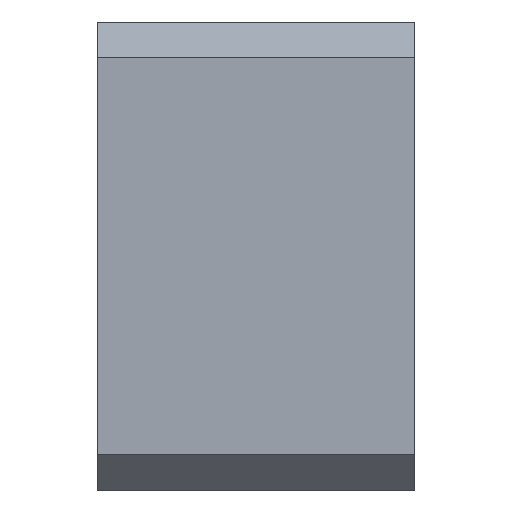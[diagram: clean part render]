
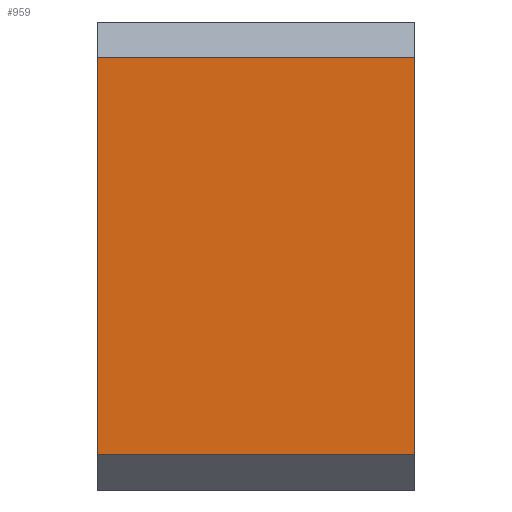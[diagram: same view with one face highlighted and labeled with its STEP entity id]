
A CAD part, left-side view. The second image highlights one B-rep face of the part: STEP entity #959.
In plain terms, the highlighted planar face has unit normal (-1, 0, 0).
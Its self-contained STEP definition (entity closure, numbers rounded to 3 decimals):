
#19 = LINE ( 'NONE', #415, #194 ) ;
#132 = LINE ( 'NONE', #1118, #888 ) ;
#140 = LINE ( 'NONE', #522, #1077 ) ;
#194 = VECTOR ( 'NONE', #265, 1000. ) ;
#262 = CARTESIAN_POINT ( 'NONE',  ( -46.75, 17.99, -26.5 ) ) ;
#265 = DIRECTION ( 'NONE',  ( 0., 0., 1. ) ) ;
#334 = EDGE_CURVE ( 'NONE', #405, #1021, #19, .T. ) ;
#362 = CARTESIAN_POINT ( 'NONE',  ( -46.75, 17.99, -26.5 ) ) ;
#378 = PLANE ( 'NONE',  #989 ) ;
#395 = DIRECTION ( 'NONE',  ( 0., 0., 1. ) ) ;
#405 = VERTEX_POINT ( 'NONE', #689 ) ;
#415 = CARTESIAN_POINT ( 'NONE',  ( -46.75, -17.99, -26.5 ) ) ;
#522 = CARTESIAN_POINT ( 'NONE',  ( -46.75, 17.99, -22.5 ) ) ;
#539 = DIRECTION ( 'NONE',  ( 0., -1., 0. ) ) ;
#557 = FACE_OUTER_BOUND ( 'NONE', #1124, .T. ) ;
#563 = VERTEX_POINT ( 'NONE', #1238 ) ;
#676 = VECTOR ( 'NONE', #395, 1000. ) ;
#679 = EDGE_CURVE ( 'NONE', #563, #739, #1038, .T. ) ;
#689 = CARTESIAN_POINT ( 'NONE',  ( -46.75, -17.99, -22.5 ) ) ;
#695 = DIRECTION ( 'NONE',  ( 0., 1., 0. ) ) ;
#739 = VERTEX_POINT ( 'NONE', #886 ) ;
#741 = DIRECTION ( 'NONE',  ( 0., 0., -1. ) ) ;
#851 = DIRECTION ( 'NONE',  ( 1., 0., 0. ) ) ;
#875 = ORIENTED_EDGE ( 'NONE', *, *, #334, .T. ) ;
#884 = EDGE_CURVE ( 'NONE', #563, #405, #140, .T. ) ;
#886 = CARTESIAN_POINT ( 'NONE',  ( -46.75, 17.99, 22.5 ) ) ;
#888 = VECTOR ( 'NONE', #695, 1000. ) ;
#959 = ADVANCED_FACE ( 'NONE', ( #557 ), #378, .F. ) ;
#989 = AXIS2_PLACEMENT_3D ( 'NONE', #262, #851, #741 ) ;
#1021 = VERTEX_POINT ( 'NONE', #1047 ) ;
#1036 = ORIENTED_EDGE ( 'NONE', *, *, #1286, .T. ) ;
#1038 = LINE ( 'NONE', #362, #676 ) ;
#1047 = CARTESIAN_POINT ( 'NONE',  ( -46.75, -17.99, 22.5 ) ) ;
#1077 = VECTOR ( 'NONE', #539, 1000. ) ;
#1118 = CARTESIAN_POINT ( 'NONE',  ( -46.75, 17.99, 22.5 ) ) ;
#1124 = EDGE_LOOP ( 'NONE', ( #1164, #1218, #875, #1036 ) ) ;
#1164 = ORIENTED_EDGE ( 'NONE', *, *, #679, .F. ) ;
#1218 = ORIENTED_EDGE ( 'NONE', *, *, #884, .T. ) ;
#1238 = CARTESIAN_POINT ( 'NONE',  ( -46.75, 17.99, -22.5 ) ) ;
#1286 = EDGE_CURVE ( 'NONE', #1021, #739, #132, .T. ) ;
